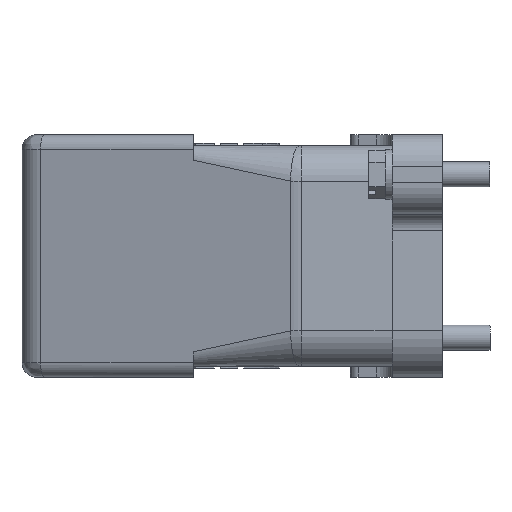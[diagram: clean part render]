
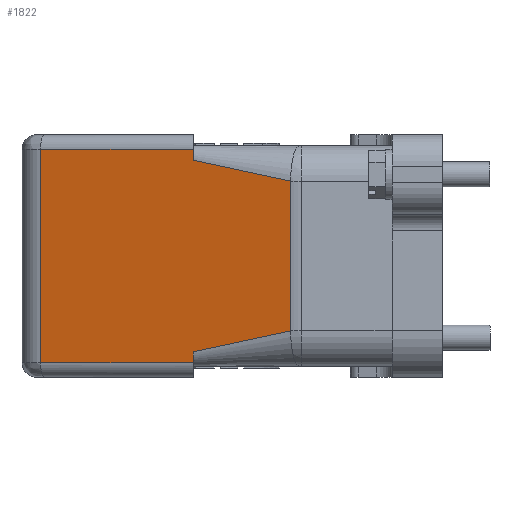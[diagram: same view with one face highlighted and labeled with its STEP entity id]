
A CAD part, left-side view. The second image highlights one B-rep face of the part: STEP entity #1822.
In plain terms, the highlighted planar face has unit normal (-0.966, 0.259, 0).
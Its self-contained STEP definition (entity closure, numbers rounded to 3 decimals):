
#1822=ADVANCED_FACE('',(#2476),#2149,.T.);
#2149=PLANE('',#8827);
#2476=FACE_OUTER_BOUND('',#2858,.T.);
#2858=EDGE_LOOP('',(#4276,#4277,#4278,#4279,#4280,#4281,#4282,#4283));
#4276=ORIENTED_EDGE('',*,*,#6430,.T.);
#4277=ORIENTED_EDGE('',*,*,#6429,.T.);
#4278=ORIENTED_EDGE('',*,*,#6392,.T.);
#4279=ORIENTED_EDGE('',*,*,#6396,.T.);
#4280=ORIENTED_EDGE('',*,*,#6313,.T.);
#4281=ORIENTED_EDGE('',*,*,#6411,.T.);
#4282=ORIENTED_EDGE('',*,*,#6412,.T.);
#4283=ORIENTED_EDGE('',*,*,#6416,.T.);
#5432=VERTEX_POINT('',#12624);
#5439=VERTEX_POINT('',#12660);
#5442=VERTEX_POINT('',#12665);
#5497=VERTEX_POINT('',#12996);
#5498=VERTEX_POINT('',#12998);
#5508=VERTEX_POINT('',#13130);
#5509=VERTEX_POINT('',#13139);
#5511=VERTEX_POINT('',#13166);
#6313=EDGE_CURVE('',#5439,#5442,#7239,.T.);
#6392=EDGE_CURVE('',#5498,#5497,#7287,.T.);
#6396=EDGE_CURVE('',#5497,#5439,#7289,.T.);
#6411=EDGE_CURVE('',#5442,#5508,#7296,.T.);
#6412=EDGE_CURVE('',#5508,#5509,#7297,.T.);
#6416=EDGE_CURVE('',#5509,#5511,#7300,.T.);
#6429=EDGE_CURVE('',#5432,#5498,#7309,.T.);
#6430=EDGE_CURVE('',#5511,#5432,#7310,.T.);
#7239=LINE('',#12666,#8033);
#7287=LINE('',#12997,#8081);
#7289=LINE('',#13023,#8083);
#7296=LINE('',#13131,#8090);
#7297=LINE('',#13138,#8091);
#7300=LINE('',#13165,#8094);
#7309=LINE('',#13190,#8103);
#7310=LINE('',#13192,#8104);
#8033=VECTOR('',#10126,1.);
#8081=VECTOR('',#10268,1.);
#8083=VECTOR('',#10274,1.);
#8090=VECTOR('',#10301,1.);
#8091=VECTOR('',#10302,1.);
#8094=VECTOR('',#10307,1.);
#8103=VECTOR('',#10336,1.);
#8104=VECTOR('',#10339,1.);
#8827=AXIS2_PLACEMENT_3D('',#13193,#10340,#10341);
#10126=DIRECTION('',(0.,0.,1.));
#10268=DIRECTION('',(0.,0.,1.));
#10274=DIRECTION('',(-0.253,-0.946,0.204));
#10301=DIRECTION('',(0.253,0.946,0.204));
#10302=DIRECTION('',(0.,0.,1.));
#10307=DIRECTION('',(0.259,0.966,0.));
#10336=DIRECTION('',(-0.259,-0.966,0.));
#10339=DIRECTION('',(0.,0.,-1.));
#10340=DIRECTION('',(-0.966,0.259,0.));
#10341=DIRECTION('',(-0.259,-0.966,0.));
#12624=CARTESIAN_POINT('',(-35.141,78.053,-25.5));
#12660=CARTESIAN_POINT('',(-51.159,18.272,-17.9));
#12665=CARTESIAN_POINT('',(-51.159,18.272,17.9));
#12666=CARTESIAN_POINT('',(-51.159,18.272,-17.9));
#12996=CARTESIAN_POINT('',(-44.935,41.5,-22.9));
#12997=CARTESIAN_POINT('',(-44.935,41.5,-25.5));
#12998=CARTESIAN_POINT('',(-44.935,41.5,-25.5));
#13023=CARTESIAN_POINT('',(-44.935,41.5,-22.9));
#13130=CARTESIAN_POINT('',(-44.935,41.5,22.9));
#13131=CARTESIAN_POINT('',(-51.159,18.272,17.9));
#13138=CARTESIAN_POINT('',(-44.935,41.5,22.9));
#13139=CARTESIAN_POINT('',(-44.935,41.5,25.5));
#13165=CARTESIAN_POINT('',(-44.935,41.5,25.5));
#13166=CARTESIAN_POINT('',(-35.141,78.053,25.5));
#13190=CARTESIAN_POINT('',(-35.141,78.053,-25.5));
#13192=CARTESIAN_POINT('',(-35.141,78.053,25.5));
#13193=CARTESIAN_POINT('',(-33.539,84.031,-29.));
